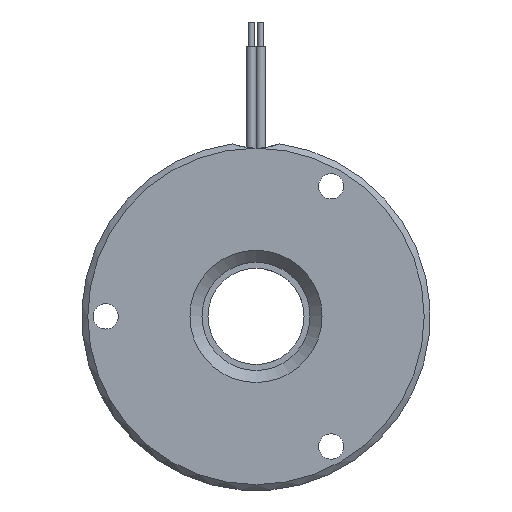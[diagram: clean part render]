
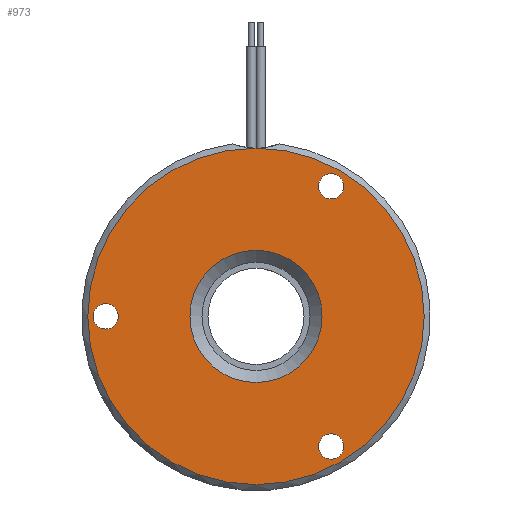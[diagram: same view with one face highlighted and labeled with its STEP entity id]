
A CAD part, left-side view. The second image highlights one B-rep face of the part: STEP entity #973.
In plain terms, the highlighted planar face has unit normal (-1, 0, 0).
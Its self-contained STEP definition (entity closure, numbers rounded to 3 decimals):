
#66 = CIRCLE ( 'NONE', #2844, 5.5 ) ;
#170 = VERTEX_POINT ( 'NONE', #1974 ) ;
#266 = CARTESIAN_POINT ( 'NONE',  ( 0., 11.591, 0.525 ) ) ;
#282 = EDGE_LOOP ( 'NONE', ( #3395 ) ) ;
#283 = DIRECTION ( 'NONE',  ( 1., 0., 0. ) ) ;
#298 = FACE_BOUND ( 'NONE', #1532, .T. ) ;
#338 = DIRECTION ( 'NONE',  ( 1., 0., 0. ) ) ;
#419 = ORIENTED_EDGE ( 'NONE', *, *, #1686, .T. ) ;
#441 = AXIS2_PLACEMENT_3D ( 'NONE', #1851, #845, #2603 ) ;
#614 = AXIS2_PLACEMENT_3D ( 'NONE', #1697, #1279, #4228 ) ;
#689 = DIRECTION ( 'NONE',  ( 0., 0., -1. ) ) ;
#845 = DIRECTION ( 'NONE',  ( 1., 0., 0. ) ) ;
#872 = VERTEX_POINT ( 'NONE', #3346 ) ;
#973 = ADVANCED_FACE ( 'NONE', ( #3824, #3874, #1247, #298, #3117 ), #2741, .F. ) ;
#987 = DIRECTION ( 'NONE',  ( 0., -0.866, 0.5 ) ) ;
#1113 = ORIENTED_EDGE ( 'NONE', *, *, #3189, .T. ) ;
#1247 = FACE_BOUND ( 'NONE', #2571, .T. ) ;
#1279 = DIRECTION ( 'NONE',  ( 1., 0., 0. ) ) ;
#1301 = EDGE_LOOP ( 'NONE', ( #419 ) ) ;
#1334 = CARTESIAN_POINT ( 'NONE',  ( 0., 0., 0. ) ) ;
#1429 = EDGE_CURVE ( 'NONE', #1953, #1953, #1548, .T. ) ;
#1532 = EDGE_LOOP ( 'NONE', ( #1976 ) ) ;
#1535 = CARTESIAN_POINT ( 'NONE',  ( 0., 0., 0. ) ) ;
#1548 = CIRCLE ( 'NONE', #4196, 1.05 ) ;
#1633 = AXIS2_PLACEMENT_3D ( 'NONE', #2130, #283, #987 ) ;
#1636 = DIRECTION ( 'NONE',  ( 0., 0., 1. ) ) ;
#1640 = CARTESIAN_POINT ( 'NONE',  ( 0., -5.341, -10.3 ) ) ;
#1686 = EDGE_CURVE ( 'NONE', #4548, #4548, #4508, .T. ) ;
#1697 = CARTESIAN_POINT ( 'NONE',  ( 0., 5.5, 0. ) ) ;
#1851 = CARTESIAN_POINT ( 'NONE',  ( 0., -6.25, -10.825 ) ) ;
#1922 = DIRECTION ( 'NONE',  ( -1., 0., 0. ) ) ;
#1953 = VERTEX_POINT ( 'NONE', #2349 ) ;
#1974 = CARTESIAN_POINT ( 'NONE',  ( 0., 0., 5.5 ) ) ;
#1976 = ORIENTED_EDGE ( 'NONE', *, *, #3415, .F. ) ;
#1981 = EDGE_CURVE ( 'NONE', #2754, #2754, #4277, .T. ) ;
#1994 = DIRECTION ( 'NONE',  ( -1., 0., 0. ) ) ;
#2011 = AXIS2_PLACEMENT_3D ( 'NONE', #1535, #1922, #2564 ) ;
#2130 = CARTESIAN_POINT ( 'NONE',  ( 0., 12.5, 0. ) ) ;
#2349 = CARTESIAN_POINT ( 'NONE',  ( 0., -6.25, 9.775 ) ) ;
#2510 = CARTESIAN_POINT ( 'NONE',  ( 0., -6.25, 10.825 ) ) ;
#2564 = DIRECTION ( 'NONE',  ( 0., 0., 1. ) ) ;
#2571 = EDGE_LOOP ( 'NONE', ( #4198 ) ) ;
#2603 = DIRECTION ( 'NONE',  ( 0., 0.866, 0.5 ) ) ;
#2741 = PLANE ( 'NONE',  #614 ) ;
#2754 = VERTEX_POINT ( 'NONE', #266 ) ;
#2772 = CIRCLE ( 'NONE', #2011, 14. ) ;
#2844 = AXIS2_PLACEMENT_3D ( 'NONE', #1334, #1994, #1636 ) ;
#3117 = FACE_OUTER_BOUND ( 'NONE', #4227, .T. ) ;
#3189 = EDGE_CURVE ( 'NONE', #872, #872, #2772, .T. ) ;
#3346 = CARTESIAN_POINT ( 'NONE',  ( 0., 0., 14. ) ) ;
#3395 = ORIENTED_EDGE ( 'NONE', *, *, #1981, .T. ) ;
#3415 = EDGE_CURVE ( 'NONE', #170, #170, #66, .T. ) ;
#3824 = FACE_BOUND ( 'NONE', #282, .T. ) ;
#3874 = FACE_BOUND ( 'NONE', #1301, .T. ) ;
#4196 = AXIS2_PLACEMENT_3D ( 'NONE', #2510, #338, #689 ) ;
#4198 = ORIENTED_EDGE ( 'NONE', *, *, #1429, .T. ) ;
#4227 = EDGE_LOOP ( 'NONE', ( #1113 ) ) ;
#4228 = DIRECTION ( 'NONE',  ( 0., 0., -1. ) ) ;
#4277 = CIRCLE ( 'NONE', #1633, 1.05 ) ;
#4508 = CIRCLE ( 'NONE', #441, 1.05 ) ;
#4548 = VERTEX_POINT ( 'NONE', #1640 ) ;
